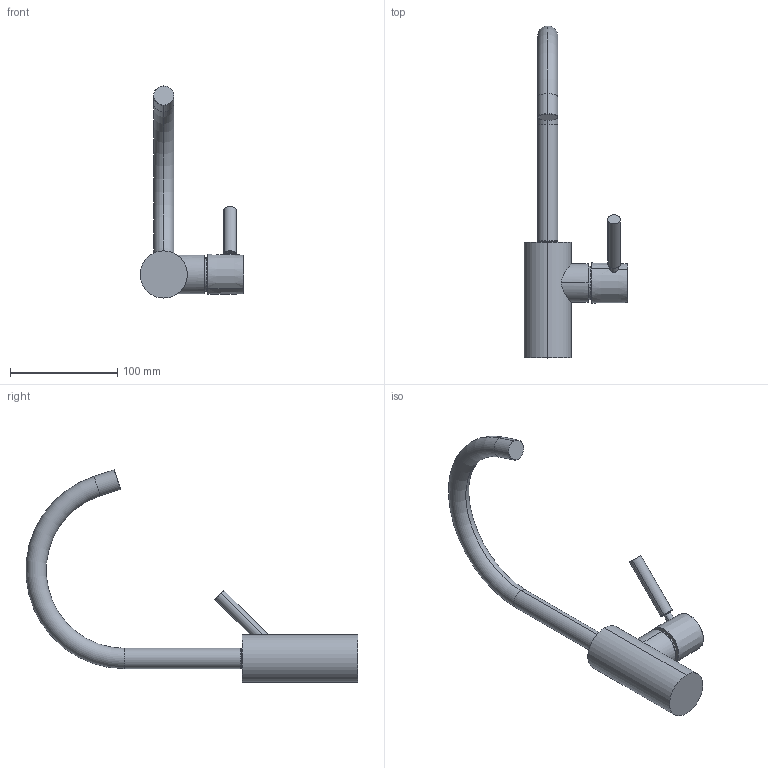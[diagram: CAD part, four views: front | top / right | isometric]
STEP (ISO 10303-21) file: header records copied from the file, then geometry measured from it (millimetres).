
FILE_DESCRIPTION (( 'STEP AP203' ), '1' );
FILE_NAME ('33505661.STEP', '2018-08-13T07:22:30', ( '' ), ( '' ), 'SwSTEP 2.0', 'SolidWorks 2017', '' );
FILE_SCHEMA (( 'CONFIG_CONTROL_DESIGN' ));
Length unit declared in the file: millimetre
Products named in the file (8): Planungsmodell_Haube-+-09.28.30.021-01; Planungsmodell_Hebel Unterteil-+-09.20.66.003-01; Planungsmodell_Griff Hebel-+-09.20.66.001-01; 33505661; Planungsmodell_Koerper-+-09.19.66.001-01; Planungsmodell_Auslauf-+-09.28.22.320-01; Planungsmodell_Stützring-+-09.28.10.180.90-01; Planungsmodell_Gehaeuse-+-09.19.80.014-01
Assembly tree (7 placements, depth 2):
  33505661
    Planungsmodell_Koerper-+-09.19.66.001-01
    Planungsmodell_Auslauf-+-09.28.22.320-01
    Planungsmodell_Stützring-+-09.28.10.180.90-01
    Planungsmodell_Gehaeuse-+-09.19.80.014-01
    Planungsmodell_Haube-+-09.28.30.021-01
    Planungsmodell_Hebel Unterteil-+-09.20.66.003-01
    Planungsmodell_Griff Hebel-+-09.20.66.001-01
Bounding box: 97.02 x 309.95 x 198.17 mm (x, y, z)
Volume: 337681.8 mm3; surface area: 56325.6 mm2
Topology: 7 solids, 7 shells, 65 faces, 126 edges, 77 vertices
Faces by surface type: cylinder 22, torus 20, plane 17, sphere 4, cone 2
Entity records: 2712 total; most frequent: CARTESIAN_POINT 470, DIRECTION 360, ORIENTED_EDGE 252, AXIS2_PLACEMENT_3D 165, EDGE_CURVE 126, CIRCLE 90, VERTEX_POINT 77, PERSON_AND_ORGANIZATION 71
